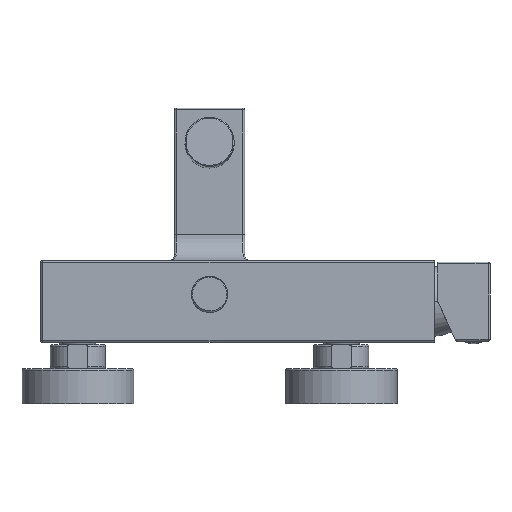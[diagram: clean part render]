
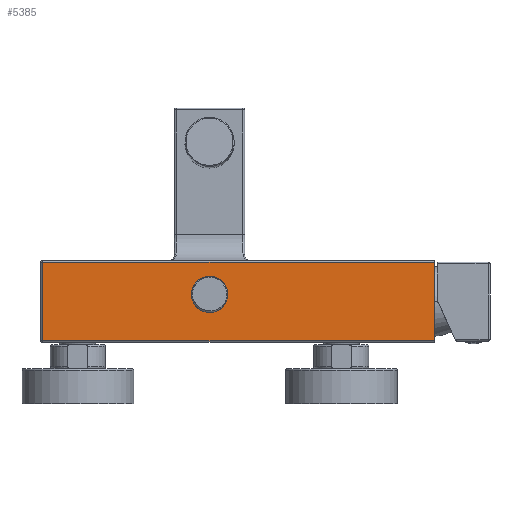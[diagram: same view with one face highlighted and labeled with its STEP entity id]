
A CAD part, front view. The second image highlights one B-rep face of the part: STEP entity #5385.
In plain terms, the highlighted planar face has unit normal (0, -1, 0).
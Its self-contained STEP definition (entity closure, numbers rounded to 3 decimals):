
#55=DIRECTION('',(1.,0.,0.));
#56=VECTOR('',#55,223.);
#57=CARTESIAN_POINT('',(-95.,-23.25,-22.25));
#58=LINE('',#57,#56);
#59=DIRECTION('',(0.,0.,-1.));
#60=VECTOR('',#59,44.5);
#61=CARTESIAN_POINT('',(-95.,-23.25,22.25));
#62=LINE('',#61,#60);
#63=DIRECTION('',(-1.,0.,0.));
#64=VECTOR('',#63,223.);
#65=CARTESIAN_POINT('',(128.,-23.25,22.25));
#66=LINE('',#65,#64);
#67=DIRECTION('',(0.,0.,-1.));
#68=VECTOR('',#67,44.5);
#69=CARTESIAN_POINT('',(128.,-23.25,22.25));
#70=LINE('',#69,#68);
#2405=CARTESIAN_POINT('',(0.,-23.25,4.));
#2406=DIRECTION('',(0.,-1.,0.));
#2407=DIRECTION('',(0.,0.,-1.));
#2408=AXIS2_PLACEMENT_3D('',#2405,#2406,#2407);
#2414=CARTESIAN_POINT('',(0.,-23.25,4.));
#2415=DIRECTION('',(0.,-1.,0.));
#2416=DIRECTION('',(0.,0.,1.));
#2417=AXIS2_PLACEMENT_3D('',#2414,#2415,#2416);
#4979=CARTESIAN_POINT('',(-95.,-23.25,22.25));
#4980=CARTESIAN_POINT('',(-95.,-23.25,-22.25));
#4981=VERTEX_POINT('',#4979);
#4982=VERTEX_POINT('',#4980);
#4991=CARTESIAN_POINT('',(128.,-23.25,22.25));
#4992=CARTESIAN_POINT('',(128.,-23.25,-22.25));
#4993=VERTEX_POINT('',#4991);
#4994=VERTEX_POINT('',#4992);
#5294=CARTESIAN_POINT('',(0.,-23.25,-5.8));
#5295=CARTESIAN_POINT('',(0.,-23.25,13.8));
#5296=VERTEX_POINT('',#5294);
#5297=VERTEX_POINT('',#5295);
#5365=CARTESIAN_POINT('',(-96.,-23.25,23.25));
#5366=DIRECTION('',(0.,-1.,0.));
#5367=DIRECTION('',(0.,0.,-1.));
#5368=AXIS2_PLACEMENT_3D('',#5365,#5366,#5367);
#5369=PLANE('',#5368);
#5371=ORIENTED_EDGE('',*,*,#5370,.F.);
#5372=ORIENTED_EDGE('',*,*,#5348,.F.);
#5374=ORIENTED_EDGE('',*,*,#5373,.F.);
#5376=ORIENTED_EDGE('',*,*,#5375,.T.);
#5377=EDGE_LOOP('',(#5371,#5372,#5374,#5376));
#5378=FACE_OUTER_BOUND('',#5377,.F.);
#5380=ORIENTED_EDGE('',*,*,#5379,.T.);
#5382=ORIENTED_EDGE('',*,*,#5381,.T.);
#5383=EDGE_LOOP('',(#5380,#5382));
#5384=FACE_BOUND('',#5383,.F.);
#5385=ADVANCED_FACE('',(#5378,#5384),#5369,.T.);
#2409=CIRCLE('',#2408,9.8);
#2418=CIRCLE('',#2417,9.8);
#5348=EDGE_CURVE('',#4981,#4982,#62,.T.);
#5370=EDGE_CURVE('',#4982,#4994,#58,.T.);
#5373=EDGE_CURVE('',#4993,#4981,#66,.T.);
#5375=EDGE_CURVE('',#4993,#4994,#70,.T.);
#5379=EDGE_CURVE('',#5296,#5297,#2409,.T.);
#5381=EDGE_CURVE('',#5297,#5296,#2418,.T.);
